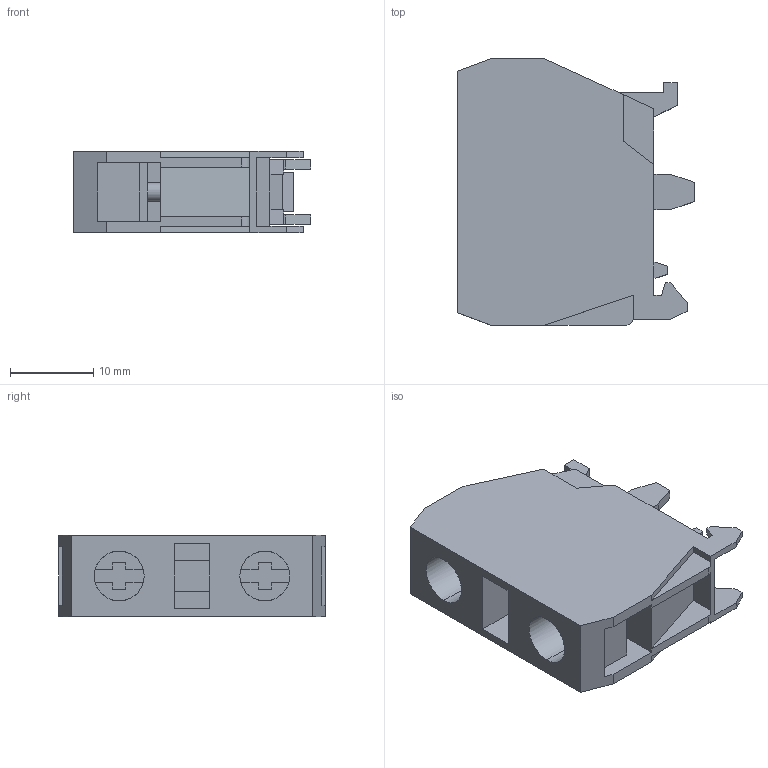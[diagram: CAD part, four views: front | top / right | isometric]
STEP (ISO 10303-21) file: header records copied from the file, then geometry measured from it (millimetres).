
FILE_DESCRIPTION((''),'2;1');
FILE_NAME('GS1AM101','2018-02-02T',('SESA468396'),('Schneider-Electric'),'PRO/ENGINEER BY PARAMETRIC TECHNOLOGY CORPORATION, 2015440','PRO/ENGINEER BY PARAMETRIC TECHNOLOGY CORPORATION, 2015440','');
FILE_SCHEMA(('CONFIG_CONTROL_DESIGN'));
Length unit declared in the file: millimetre
Products named in the file (1): GS1AM101
Bounding box: 28.5 x 32 x 9.8 mm (x, y, z)
Volume: 6060.4 mm3; surface area: 3483.2 mm2
Topology: 1 solids, 1 shells, 139 faces, 387 edges, 256 vertices
Faces by surface type: plane 129, cylinder 10
Entity records: 4427 total; most frequent: CARTESIAN_POINT 782, ORIENTED_EDGE 774, DIRECTION 693, EDGE_CURVE 387, VECTOR 359, LINE 359, VERTEX_POINT 256, AXIS2_PLACEMENT_3D 167
